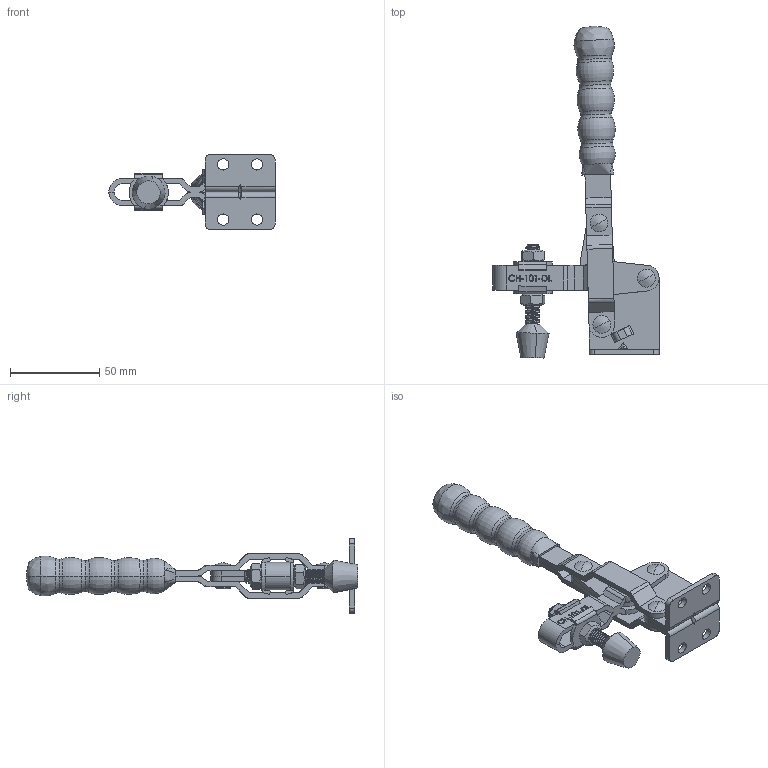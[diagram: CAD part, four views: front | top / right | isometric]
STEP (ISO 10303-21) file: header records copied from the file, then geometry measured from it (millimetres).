
FILE_DESCRIPTION (( 'STEP AP203' ), '1' );
FILE_NAME ('CH-101-DL.STEP', '2017-11-04T09:17:35', ( 'Windows' ), ( 'Microsoft' ), 'SwSTEP 2.0', 'SolidWorks 2015', '' );
FILE_SCHEMA (( 'CONFIG_CONTROL_DESIGN' ));
Length unit declared in the file: millimetre
Products named in the file (10): CH-FW-516; CH-FC-56212 Nut; CH-FC-56212 SPINDLE SUPPLIED; CH-12502-B-10; CH-101-D-01 FLANGED BASE; CH-101-DL; CH-101-DL STRAIGHT HANDLE; CH-101-D-05; CH-101-DL U-BAR; CH-101-D-04 CONNECTING-PLATE
Assembly tree (15 placements, depth 2):
  CH-101-DL
    CH-101-D-01 FLANGED BASE
    CH-101-DL STRAIGHT HANDLE
    CH-101-D-05  x4
    CH-101-DL U-BAR
    CH-101-D-04 CONNECTING-PLATE  x2
    CH-FW-516  x2
    CH-FC-56212 Nut  x2
    CH-FC-56212 SPINDLE SUPPLIED
    CH-12502-B-10
Bounding box: 93.42 x 186.48 x 42 mm (x, y, z)
Volume: 66768 mm3; surface area: 49716.4 mm2
Topology: 17 solids, 17 shells, 807 faces, 2162 edges, 1403 vertices
Faces by surface type: plane 300, cylinder 241, bspline 183, torus 48, cone 35
Entity records: 33179 total; most frequent: CARTESIAN_POINT 15868, ORIENTED_EDGE 3756, DIRECTION 2725, EDGE_CURVE 1878, VERTEX_POINT 1235, VECTOR 1021, LINE 1021, AXIS2_PLACEMENT_3D 852
